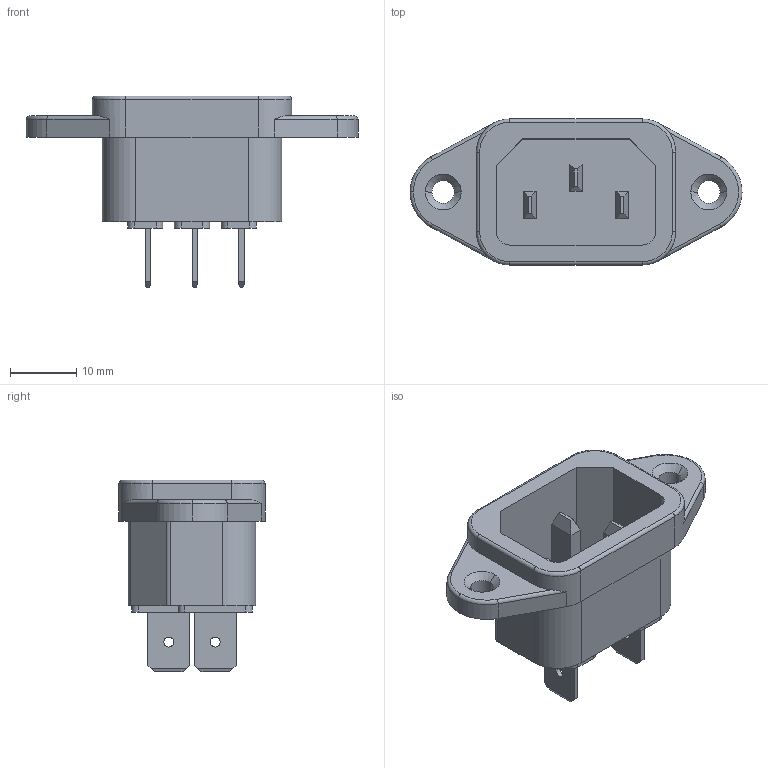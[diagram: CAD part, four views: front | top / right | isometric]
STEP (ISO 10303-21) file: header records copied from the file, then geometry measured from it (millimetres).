
FILE_DESCRIPTION (( 'STEP AP203' ), '1' );
FILE_NAME ('iec320_703W-00_04.STEP', '2012-03-31T21:46:08', ( 'th' ), ( '' ), 'SwSTEP 2.0', 'SolidWorks 2009', '' );
FILE_SCHEMA (( 'CONFIG_CONTROL_DESIGN' ));
Length unit declared in the file: millimetre
Products named in the file (1): iec320_703W-00_04
Bounding box: 50 x 22 x 28.9 mm (x, y, z)
Volume: 5027.5 mm3; surface area: 5608.1 mm2
Topology: 1 solids, 1 shells, 152 faces, 388 edges, 249 vertices
Faces by surface type: plane 95, cylinder 46, torus 7, cone 4
Entity records: 4689 total; most frequent: CARTESIAN_POINT 826, DIRECTION 794, ORIENTED_EDGE 776, EDGE_CURVE 388, LINE 280, VECTOR 280, AXIS2_PLACEMENT_3D 257, VERTEX_POINT 249
